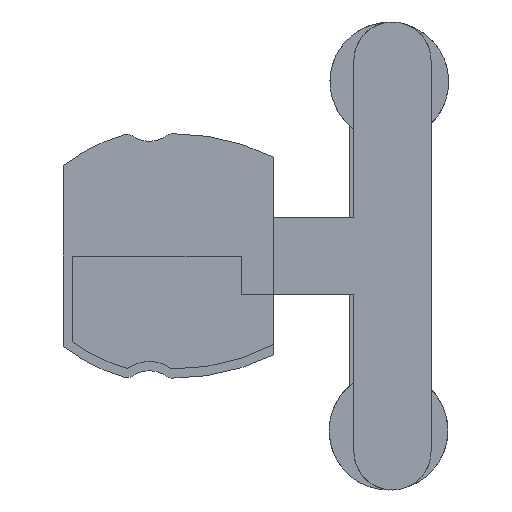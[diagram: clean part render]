
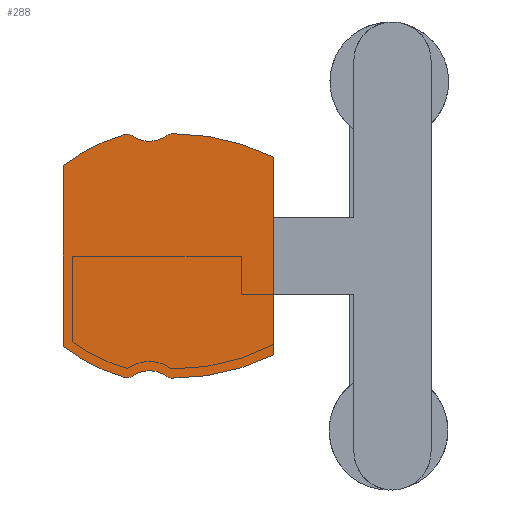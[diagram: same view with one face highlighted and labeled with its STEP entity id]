
A CAD part, left-side view. The second image highlights one B-rep face of the part: STEP entity #288.
In plain terms, the highlighted planar face has unit normal (-1, 0, 0).
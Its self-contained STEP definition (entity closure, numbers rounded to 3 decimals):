
#3 = CARTESIAN_POINT ( 'NONE',  ( 0., 17.076, -26.577 ) ) ;
#4 = EDGE_CURVE ( 'NONE', #1787, #1232, #91, .T. ) ;
#8 = CARTESIAN_POINT ( 'NONE',  ( 0., 17.611, 24.341 ) ) ;
#10 = CARTESIAN_POINT ( 'NONE',  ( 0., 7.413, 8.232 ) ) ;
#32 = EDGE_CURVE ( 'NONE', #1605, #1424, #538, .T. ) ;
#69 = EDGE_CURVE ( 'NONE', #1232, #455, #1748, .T. ) ;
#70 = VECTOR ( 'NONE', #435, 1000. ) ;
#75 = DIRECTION ( 'NONE',  ( 1., 0., 0. ) ) ;
#78 = ORIENTED_EDGE ( 'NONE', *, *, #733, .F. ) ;
#86 = CARTESIAN_POINT ( 'NONE',  ( 0., 6.877, -23.996 ) ) ;
#91 = CIRCLE ( 'NONE', #471, 48.501 ) ;
#131 = CARTESIAN_POINT ( 'NONE',  ( 0., 7.351, -26.666 ) ) ;
#137 = DIRECTION ( 'NONE',  ( 0., 0., -1. ) ) ;
#141 = VERTEX_POINT ( 'NONE', #978 ) ;
#156 = DIRECTION ( 'NONE',  ( -1., 0., 0. ) ) ;
#167 = DIRECTION ( 'NONE',  ( 0., 0., 1. ) ) ;
#212 = DIRECTION ( 'NONE',  ( 1., 0., 0. ) ) ;
#222 = AXIS2_PLACEMENT_3D ( 'NONE', #1144, #1657, #1487 ) ;
#238 = ORIENTED_EDGE ( 'NONE', *, *, #1547, .F. ) ;
#245 = CARTESIAN_POINT ( 'NONE',  ( 0., 7.351, 22.503 ) ) ;
#288 = ADVANCED_FACE ( 'NONE', ( #865 ), #1543, .T. ) ;
#302 = CARTESIAN_POINT ( 'NONE',  ( 0., 8.535, 24.114 ) ) ;
#306 = DIRECTION ( 'NONE',  ( 0., 0., -1. ) ) ;
#350 = ORIENTED_EDGE ( 'NONE', *, *, #1303, .F. ) ;
#370 = DIRECTION ( 'NONE',  ( 1., 0., 0. ) ) ;
#373 = DIRECTION ( 'NONE',  ( 0., 0., 1. ) ) ;
#411 = DIRECTION ( 'NONE',  ( 0., 0., -1. ) ) ;
#420 = DIRECTION ( 'NONE',  ( 0., 0., 1. ) ) ;
#424 = EDGE_CURVE ( 'NONE', #1424, #1848, #648, .T. ) ;
#426 = DIRECTION ( 'NONE',  ( 0., 0., 1. ) ) ;
#435 = DIRECTION ( 'NONE',  ( 0., 0., 1. ) ) ;
#442 = EDGE_CURVE ( 'NONE', #1665, #775, #1510, .T. ) ;
#455 = VERTEX_POINT ( 'NONE', #1606 ) ;
#471 = AXIS2_PLACEMENT_3D ( 'NONE', #86, #935, #420 ) ;
#518 = DIRECTION ( 'NONE',  ( -1., 0., 0. ) ) ;
#527 = VERTEX_POINT ( 'NONE', #1616 ) ;
#538 = CIRCLE ( 'NONE', #575, 6.316 ) ;
#539 = CARTESIAN_POINT ( 'NONE',  ( 0., 6.877, 24.505 ) ) ;
#559 = DIRECTION ( 'NONE',  ( 1., 0., 0. ) ) ;
#575 = AXIS2_PLACEMENT_3D ( 'NONE', #576, #1609, #411 ) ;
#576 = CARTESIAN_POINT ( 'NONE',  ( 0., 12.275, -33.367 ) ) ;
#584 = CARTESIAN_POINT ( 'NONE',  ( 0., 30.957, 17.592 ) ) ;
#600 = CIRCLE ( 'NONE', #1216, 2. ) ;
#603 = EDGE_CURVE ( 'NONE', #1529, #527, #2139, .T. ) ;
#641 = ORIENTED_EDGE ( 'NONE', *, *, #4, .F. ) ;
#643 = ORIENTED_EDGE ( 'NONE', *, *, #1631, .F. ) ;
#648 = CIRCLE ( 'NONE', #1357, 6.316 ) ;
#656 = AXIS2_PLACEMENT_3D ( 'NONE', #10, #518, #373 ) ;
#733 = EDGE_CURVE ( 'NONE', #455, #1070, #2099, .T. ) ;
#775 = VERTEX_POINT ( 'NONE', #792 ) ;
#792 = CARTESIAN_POINT ( 'NONE',  ( 0., 17.076, 24.414 ) ) ;
#825 = CIRCLE ( 'NONE', #1832, 2. ) ;
#834 = AXIS2_PLACEMENT_3D ( 'NONE', #1592, #559, #1765 ) ;
#838 = VECTOR ( 'NONE', #917, 1000. ) ;
#843 = AXIS2_PLACEMENT_3D ( 'NONE', #245, #1455, #426 ) ;
#865 = FACE_OUTER_BOUND ( 'NONE', #2110, .T. ) ;
#873 = LINE ( 'NONE', #1800, #70 ) ;
#917 = DIRECTION ( 'NONE',  ( 0., 0., -1. ) ) ;
#918 = CIRCLE ( 'NONE', #1327, 2. ) ;
#935 = DIRECTION ( 'NONE',  ( 1., 0., 0. ) ) ;
#951 = ORIENTED_EDGE ( 'NONE', *, *, #603, .F. ) ;
#953 = EDGE_CURVE ( 'NONE', #1070, #1605, #825, .T. ) ;
#960 = ORIENTED_EDGE ( 'NONE', *, *, #1812, .F. ) ;
#978 = CARTESIAN_POINT ( 'NONE',  ( 0., 17.611, -28.504 ) ) ;
#984 = ORIENTED_EDGE ( 'NONE', *, *, #1434, .F. ) ;
#1008 = ORIENTED_EDGE ( 'NONE', *, *, #424, .F. ) ;
#1015 = CARTESIAN_POINT ( 'NONE',  ( 0., 7.371, -28.665 ) ) ;
#1052 = EDGE_CURVE ( 'NONE', #1848, #141, #600, .T. ) ;
#1054 = CIRCLE ( 'NONE', #1130, 38.125 ) ;
#1070 = VERTEX_POINT ( 'NONE', #1015 ) ;
#1093 = DIRECTION ( 'NONE',  ( 0., 0., -1. ) ) ;
#1102 = CARTESIAN_POINT ( 'NONE',  ( 0., 30.957, -21.755 ) ) ;
#1130 = AXIS2_PLACEMENT_3D ( 'NONE', #2176, #1162, #137 ) ;
#1144 = CARTESIAN_POINT ( 'NONE',  ( 0., 6.877, 19.833 ) ) ;
#1162 = DIRECTION ( 'NONE',  ( 1., 0., 0. ) ) ;
#1183 = CARTESIAN_POINT ( 'NONE',  ( 0., 12.275, 29.204 ) ) ;
#1193 = DIRECTION ( 'NONE',  ( 1., 0., 0. ) ) ;
#1216 = AXIS2_PLACEMENT_3D ( 'NONE', #3, #1193, #167 ) ;
#1232 = VERTEX_POINT ( 'NONE', #1234 ) ;
#1234 = CARTESIAN_POINT ( 'NONE',  ( 0., -14.749, 19.417 ) ) ;
#1238 = CARTESIAN_POINT ( 'NONE',  ( 0., 6.877, -23.996 ) ) ;
#1263 = ORIENTED_EDGE ( 'NONE', *, *, #32, .F. ) ;
#1266 = ORIENTED_EDGE ( 'NONE', *, *, #69, .F. ) ;
#1271 = CARTESIAN_POINT ( 'NONE',  ( 0., 17.076, 22.414 ) ) ;
#1303 = EDGE_CURVE ( 'NONE', #141, #1407, #2044, .T. ) ;
#1321 = VERTEX_POINT ( 'NONE', #1928 ) ;
#1327 = AXIS2_PLACEMENT_3D ( 'NONE', #1406, #370, #1567 ) ;
#1334 = CIRCLE ( 'NONE', #1672, 48.501 ) ;
#1335 = DIRECTION ( 'NONE',  ( 1., 0., 0. ) ) ;
#1357 = AXIS2_PLACEMENT_3D ( 'NONE', #1550, #1727, #1888 ) ;
#1364 = DIRECTION ( 'NONE',  ( 0., 0., 1. ) ) ;
#1371 = VERTEX_POINT ( 'NONE', #584 ) ;
#1406 = CARTESIAN_POINT ( 'NONE',  ( 0., 17.076, 22.414 ) ) ;
#1407 = VERTEX_POINT ( 'NONE', #1102 ) ;
#1417 = DIRECTION ( 'NONE',  ( 0., 0., 1. ) ) ;
#1424 = VERTEX_POINT ( 'NONE', #1956 ) ;
#1434 = EDGE_CURVE ( 'NONE', #1407, #1371, #873, .T. ) ;
#1441 = CARTESIAN_POINT ( 'NONE',  ( 0., -14.749, 19.417 ) ) ;
#1455 = DIRECTION ( 'NONE',  ( 1., 0., 0. ) ) ;
#1457 = ORIENTED_EDGE ( 'NONE', *, *, #442, .F. ) ;
#1464 = AXIS2_PLACEMENT_3D ( 'NONE', #1271, #75, #1093 ) ;
#1475 = ORIENTED_EDGE ( 'NONE', *, *, #953, .F. ) ;
#1487 = DIRECTION ( 'NONE',  ( 0., 0., -1. ) ) ;
#1510 = CIRCLE ( 'NONE', #1464, 2. ) ;
#1529 = VERTEX_POINT ( 'NONE', #302 ) ;
#1543 = PLANE ( 'NONE',  #656 ) ;
#1547 = EDGE_CURVE ( 'NONE', #1371, #1665, #1054, .T. ) ;
#1550 = CARTESIAN_POINT ( 'NONE',  ( 0., 12.275, -33.367 ) ) ;
#1567 = DIRECTION ( 'NONE',  ( 0., 0., -1. ) ) ;
#1592 = CARTESIAN_POINT ( 'NONE',  ( 0., 7.413, 8.232 ) ) ;
#1605 = VERTEX_POINT ( 'NONE', #1691 ) ;
#1606 = CARTESIAN_POINT ( 'NONE',  ( 0., -14.749, -23.58 ) ) ;
#1609 = DIRECTION ( 'NONE',  ( -1., 0., 0. ) ) ;
#1616 = CARTESIAN_POINT ( 'NONE',  ( 0., 7.371, 24.502 ) ) ;
#1631 = EDGE_CURVE ( 'NONE', #1321, #1529, #1651, .T. ) ;
#1651 = CIRCLE ( 'NONE', #2042, 6.316 ) ;
#1657 = DIRECTION ( 'NONE',  ( 1., 0., 0. ) ) ;
#1665 = VERTEX_POINT ( 'NONE', #8 ) ;
#1672 = AXIS2_PLACEMENT_3D ( 'NONE', #1238, #212, #1417 ) ;
#1691 = CARTESIAN_POINT ( 'NONE',  ( 0., 8.535, -28.277 ) ) ;
#1727 = DIRECTION ( 'NONE',  ( -1., 0., 0. ) ) ;
#1748 = LINE ( 'NONE', #1441, #838 ) ;
#1765 = DIRECTION ( 'NONE',  ( 0., 0., 1. ) ) ;
#1767 = EDGE_CURVE ( 'NONE', #775, #1321, #918, .T. ) ;
#1787 = VERTEX_POINT ( 'NONE', #539 ) ;
#1800 = CARTESIAN_POINT ( 'NONE',  ( 0., 30.957, 17.592 ) ) ;
#1812 = EDGE_CURVE ( 'NONE', #527, #1787, #1334, .T. ) ;
#1832 = AXIS2_PLACEMENT_3D ( 'NONE', #131, #1335, #306 ) ;
#1848 = VERTEX_POINT ( 'NONE', #2100 ) ;
#1849 = ORIENTED_EDGE ( 'NONE', *, *, #1767, .F. ) ;
#1888 = DIRECTION ( 'NONE',  ( 0., 0., -1. ) ) ;
#1889 = ORIENTED_EDGE ( 'NONE', *, *, #1052, .F. ) ;
#1928 = CARTESIAN_POINT ( 'NONE',  ( 0., 15.922, 24.047 ) ) ;
#1956 = CARTESIAN_POINT ( 'NONE',  ( 0., 12.275, -27.051 ) ) ;
#2042 = AXIS2_PLACEMENT_3D ( 'NONE', #1183, #156, #1364 ) ;
#2044 = CIRCLE ( 'NONE', #834, 38.125 ) ;
#2099 = CIRCLE ( 'NONE', #222, 48.501 ) ;
#2100 = CARTESIAN_POINT ( 'NONE',  ( 0., 15.922, -28.21 ) ) ;
#2110 = EDGE_LOOP ( 'NONE', ( #350, #1889, #1008, #1263, #1475, #78, #1266, #641, #960, #951, #643, #1849, #1457, #238, #984 ) ) ;
#2139 = CIRCLE ( 'NONE', #843, 2. ) ;
#2176 = CARTESIAN_POINT ( 'NONE',  ( 0., 7.413, -12.395 ) ) ;
